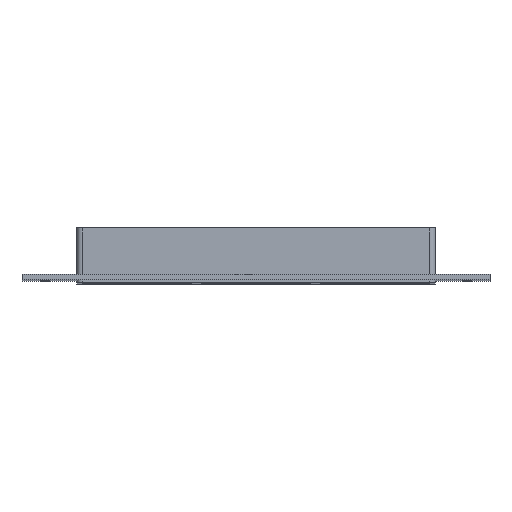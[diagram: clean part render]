
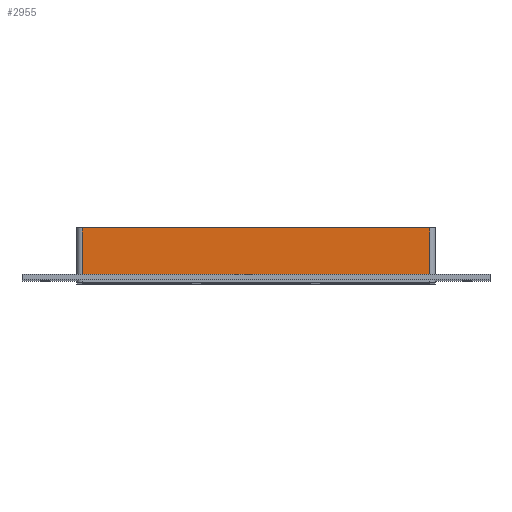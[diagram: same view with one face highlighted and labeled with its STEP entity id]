
A CAD part, top view. The second image highlights one B-rep face of the part: STEP entity #2955.
In plain terms, the highlighted planar face has unit normal (0, 0, 1).
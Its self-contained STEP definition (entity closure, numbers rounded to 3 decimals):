
#1381=CARTESIAN_POINT('',(-190.75,57.0,435.0));
#1382=VERTEX_POINT('',#1381);
#1390=CARTESIAN_POINT('',(190.75,57.0,435.0));
#1391=VERTEX_POINT('',#1390);
#1392=CARTESIAN_POINT('',(-190.75,57.0,435.0));
#1393=DIRECTION('',(1.0,0.0,0.0));
#1394=VECTOR('',#1393,381.5);
#1395=LINE('',#1392,#1394);
#1396=EDGE_CURVE('',#1382,#1391,#1395,.T.);
#2375=CARTESIAN_POINT('',(190.75,6.,435.0));
#2376=VERTEX_POINT('',#2375);
#2384=CARTESIAN_POINT('',(-190.75,6.,435.0));
#2385=VERTEX_POINT('',#2384);
#2386=CARTESIAN_POINT('',(-190.75,6.,435.0));
#2387=DIRECTION('',(1.0,0.0,0.0));
#2388=VECTOR('',#2387,381.5);
#2389=LINE('',#2386,#2388);
#2390=EDGE_CURVE('',#2385,#2376,#2389,.T.);
#2719=CARTESIAN_POINT('',(190.75,57.0,435.0));
#2720=DIRECTION('',(0.0,-1.0,0.0));
#2721=VECTOR('',#2720,51.0);
#2722=LINE('',#2719,#2721);
#2723=EDGE_CURVE('',#1391,#2376,#2722,.T.);
#2933=CARTESIAN_POINT('',(-190.75,6.,435.0));
#2934=DIRECTION('',(0.0,1.0,0.0));
#2935=VECTOR('',#2934,51.0);
#2936=LINE('',#2933,#2935);
#2937=EDGE_CURVE('',#2385,#1382,#2936,.T.);
#2944=CARTESIAN_POINT('',(-196.75,0.0,435.0));
#2945=DIRECTION('',(0.0,0.0,1.0));
#2946=DIRECTION('',(1.0,0.0,0.0));
#2947=AXIS2_PLACEMENT_3D('',#2944,#2945,#2946);
#2948=PLANE('',#2947);
#2949=ORIENTED_EDGE('',*,*,#2390,.T.);
#2950=ORIENTED_EDGE('',*,*,#2723,.F.);
#2951=ORIENTED_EDGE('',*,*,#1396,.F.);
#2952=ORIENTED_EDGE('',*,*,#2937,.F.);
#2953=EDGE_LOOP('',(#2949,#2950,#2951,#2952));
#2954=FACE_OUTER_BOUND('',#2953,.T.);
#2955=ADVANCED_FACE('',(#2954),#2948,.T.);
